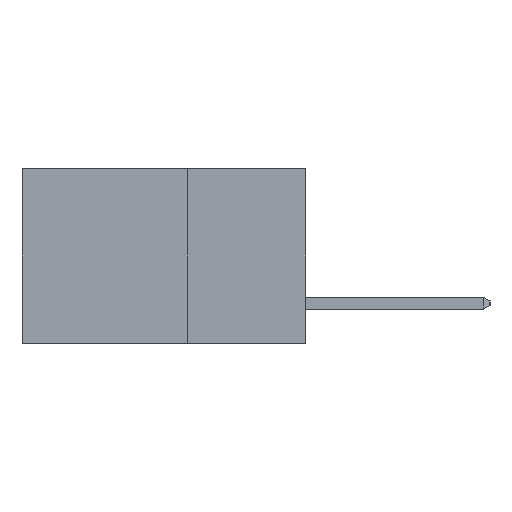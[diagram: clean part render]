
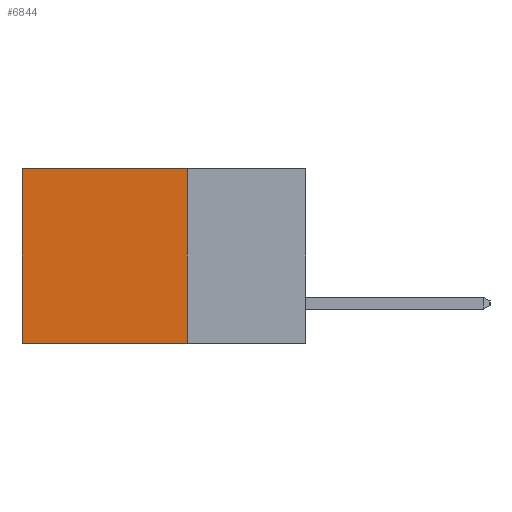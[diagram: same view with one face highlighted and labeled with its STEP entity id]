
A CAD part, left-side view. The second image highlights one B-rep face of the part: STEP entity #6844.
In plain terms, the highlighted planar face has unit normal (-1, 0, 0).
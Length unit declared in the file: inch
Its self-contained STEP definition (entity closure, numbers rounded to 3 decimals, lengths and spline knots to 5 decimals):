
#20 = DIRECTION ( 'NONE',  ( 1., 0., 0. ) ) ;
#126 = VECTOR ( 'NONE', #8894, 39.37008 ) ;
#202 = CARTESIAN_POINT ( 'NONE',  ( 0.298, 0.25, -0.37 ) ) ;
#1020 = ORIENTED_EDGE ( 'NONE', *, *, #6429, .F. ) ;
#1741 = VERTEX_POINT ( 'NONE', #8337 ) ;
#1757 = VERTEX_POINT ( 'NONE', #3639 ) ;
#1804 = EDGE_CURVE ( 'NONE', #1741, #10176, #4611, .T. ) ;
#1869 = EDGE_CURVE ( 'NONE', #1757, #1741, #8057, .T. ) ;
#2563 = CARTESIAN_POINT ( 'NONE',  ( 0.298, 0.6, 0. ) ) ;
#2610 = CARTESIAN_POINT ( 'NONE',  ( 0.298, 0.25, 0. ) ) ;
#3639 = CARTESIAN_POINT ( 'NONE',  ( 0.298, 0.25, 0. ) ) ;
#3702 = AXIS2_PLACEMENT_3D ( 'NONE', #2610, #20, #5942 ) ;
#4267 = LINE ( 'NONE', #202, #8516 ) ;
#4355 = VECTOR ( 'NONE', #4836, 39.37008 ) ;
#4396 = ORIENTED_EDGE ( 'NONE', *, *, #1869, .T. ) ;
#4611 = LINE ( 'NONE', #2563, #4355 ) ;
#4622 = CARTESIAN_POINT ( 'NONE',  ( 0.298, 0.25, 0. ) ) ;
#4836 = DIRECTION ( 'NONE',  ( 0., 0., -1. ) ) ;
#5127 = PLANE ( 'NONE',  #3702 ) ;
#5155 = CARTESIAN_POINT ( 'NONE',  ( 0.298, 0.25, -0.37 ) ) ;
#5781 = VECTOR ( 'NONE', #6175, 39.37008 ) ;
#5942 = DIRECTION ( 'NONE',  ( 0., 0., -1. ) ) ;
#6144 = DIRECTION ( 'NONE',  ( 0., 1., 0. ) ) ;
#6175 = DIRECTION ( 'NONE',  ( 0., 1., 0. ) ) ;
#6429 = EDGE_CURVE ( 'NONE', #8982, #10176, #4267, .T. ) ;
#6466 = FACE_OUTER_BOUND ( 'NONE', #6963, .T. ) ;
#6706 = CARTESIAN_POINT ( 'NONE',  ( 0.298, 0.25, 0. ) ) ;
#6844 = ADVANCED_FACE ( 'NONE', ( #6466 ), #5127, .F. ) ;
#6895 = LINE ( 'NONE', #4622, #126 ) ;
#6963 = EDGE_LOOP ( 'NONE', ( #7954, #1020, #9628, #4396 ) ) ;
#7590 = CARTESIAN_POINT ( 'NONE',  ( 0.298, 0.6, -0.37 ) ) ;
#7954 = ORIENTED_EDGE ( 'NONE', *, *, #1804, .T. ) ;
#8057 = LINE ( 'NONE', #6706, #5781 ) ;
#8337 = CARTESIAN_POINT ( 'NONE',  ( 0.298, 0.6, 0. ) ) ;
#8516 = VECTOR ( 'NONE', #6144, 39.37008 ) ;
#8894 = DIRECTION ( 'NONE',  ( 0., 0., -1. ) ) ;
#8982 = VERTEX_POINT ( 'NONE', #5155 ) ;
#9257 = EDGE_CURVE ( 'NONE', #1757, #8982, #6895, .T. ) ;
#9628 = ORIENTED_EDGE ( 'NONE', *, *, #9257, .F. ) ;
#10176 = VERTEX_POINT ( 'NONE', #7590 ) ;
